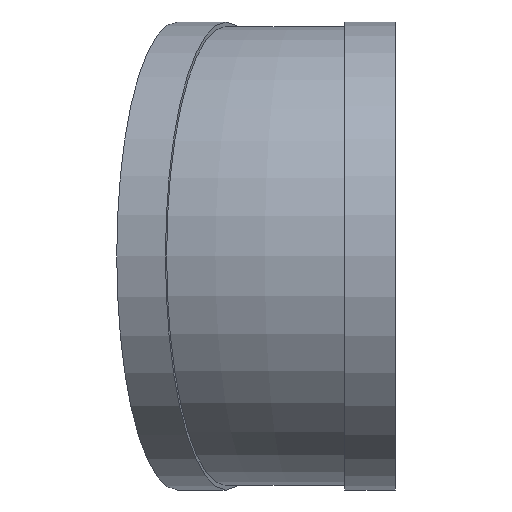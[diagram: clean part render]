
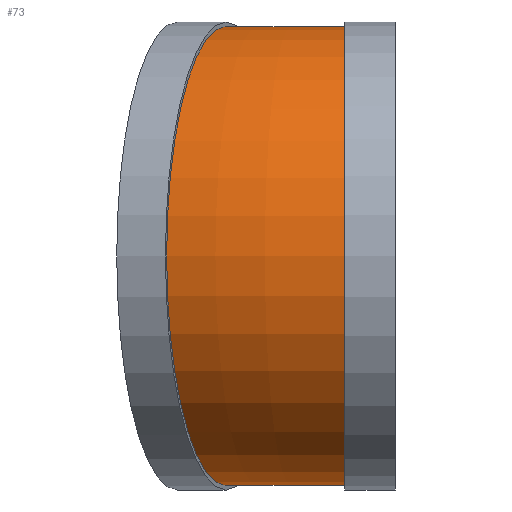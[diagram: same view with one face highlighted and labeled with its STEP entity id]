
A CAD part, left-side view. The second image highlights one B-rep face of the part: STEP entity #73.
In plain terms, the highlighted toroidal (fillet/blend) face has major radius 600 mm and minor radius 300 mm.
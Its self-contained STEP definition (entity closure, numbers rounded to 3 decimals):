
#73 = ADVANCED_FACE( '', ( #142, #143 ), #144, .T. );
#142 = FACE_OUTER_BOUND( '', #204, .T. );
#143 = FACE_OUTER_BOUND( '', #205, .T. );
#144 = TOROIDAL_SURFACE( '', #206, 600., 300. );
#204 = EDGE_LOOP( '', ( #268 ) );
#205 = EDGE_LOOP( '', ( #269 ) );
#206 = AXIS2_PLACEMENT_3D( '', #270, #271, #272 );
#268 = ORIENTED_EDGE( '', *, *, #311, .T. );
#269 = ORIENTED_EDGE( '', *, *, #314, .F. );
#270 = CARTESIAN_POINT( '', ( 600., 66., 0. ) );
#271 = DIRECTION( '', ( 0., 0., -1. ) );
#272 = DIRECTION( '', ( -1., 0., 0. ) );
#311 = EDGE_CURVE( '', #343, #343, #344, .T. );
#314 = EDGE_CURVE( '', #348, #348, #349, .T. );
#343 = VERTEX_POINT( '', #379 );
#344 = CIRCLE( '', #380, 300. );
#348 = VERTEX_POINT( '', #384 );
#349 = CIRCLE( '', #385, 300. );
#379 = CARTESIAN_POINT( '', ( 300., 66., 0. ) );
#380 = AXIS2_PLACEMENT_3D( '', #418, #419, #420 );
#384 = CARTESIAN_POINT( '', ( 310.222, 143.646, 0. ) );
#385 = AXIS2_PLACEMENT_3D( '', #424, #425, #426 );
#418 = CARTESIAN_POINT( '', ( 0., 66., 0. ) );
#419 = DIRECTION( '', ( 0., 1., 0. ) );
#420 = DIRECTION( '', ( 1., 0., 0. ) );
#424 = CARTESIAN_POINT( '', ( 20.445, 221.291, 0. ) );
#425 = DIRECTION( '', ( 0.259, 0.966, 0. ) );
#426 = DIRECTION( '', ( 0.966, -0.259, 0. ) );
